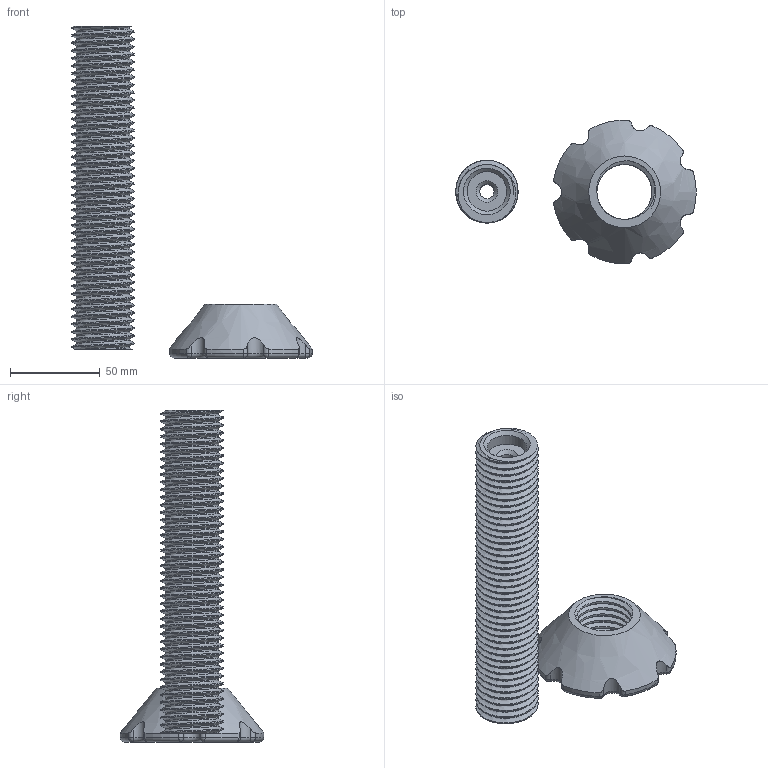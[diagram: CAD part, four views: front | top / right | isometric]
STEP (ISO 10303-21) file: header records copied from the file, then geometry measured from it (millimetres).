
FILE_DESCRIPTION(/* description */ (''),/* implementation_level */ '2;1');
FILE_NAME(/* name */ 'Fillament spool Holder_v2.step',/* time_stamp */ '2023-12-13T12:02:58-06:00',/* author */ (''),/* organization */ (''),/* preprocessor_version */ 'ST-DEVELOPER v20',/* originating_system */ 'Autodesk Translation Framework v12.14.0.127',/* authorisation */ '');
FILE_SCHEMA (('AUTOMOTIVE_DESIGN { 1 0 10303 214 3 1 1 }'));
Length unit declared in the file: millimetre
Products named in the file (1): Fillament spool Holder
Bounding box: 133.99 x 79.97 x 185 mm (x, y, z)
Volume: 199487.7 mm3; surface area: 52925.7 mm2
Topology: 2 solids, 2 shells, 177 faces, 464 edges, 294 vertices
Faces by surface type: cylinder 133, torus 14, sphere 14, plane 7, bspline 5, cone 4
Full cylindrical faces by diameter (mm): 8 x1, 22 x2, 29.886 x41, 30.602 x5, 34.694 x42, 34.925 x5, 44.2 x1
Entity records: 16707 total; most frequent: CARTESIAN_POINT 12714, ORIENTED_EDGE 928, DIRECTION 677, EDGE_CURVE 464, VERTEX_POINT 294, AXIS2_PLACEMENT_3D 272, B_SPLINE_CURVE_WITH_KNOTS 232, EDGE_LOOP 184
